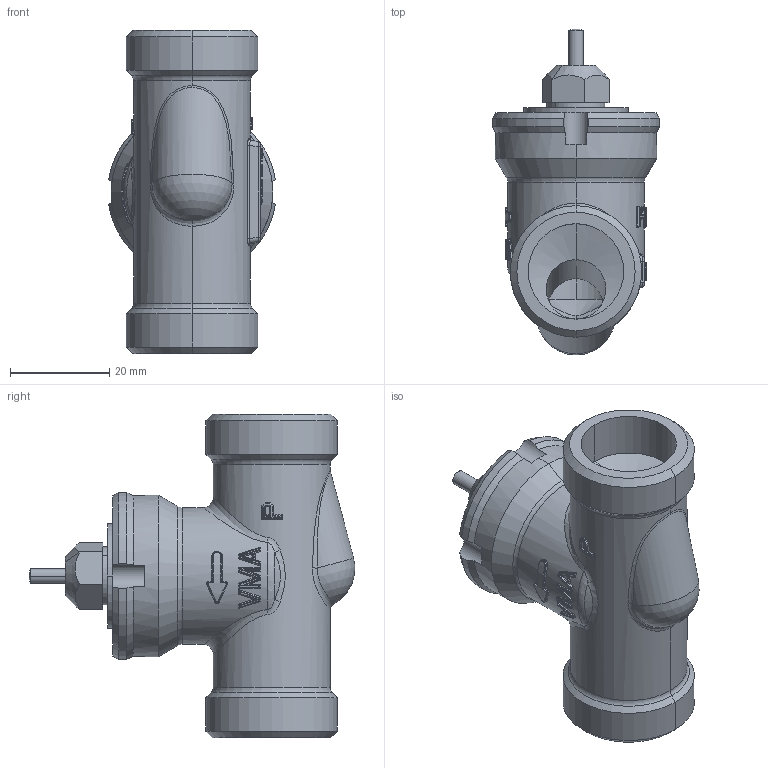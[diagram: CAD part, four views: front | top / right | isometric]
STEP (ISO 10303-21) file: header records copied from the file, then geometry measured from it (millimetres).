
FILE_DESCRIPTION((''),'2;1');
FILE_NAME('003L3519_ASM','2023-08-22T15:47:37',('U337904'),('Danfoss'),'CREO PARAMETRIC BY PTC INC, 2022124','CREO PARAMETRIC BY PTC INC, 2022124','');
FILE_SCHEMA(('CONFIG_CONTROL_DESIGN'));
Length unit declared in the file: millimetre
Products named in the file (9): 89103830; 89103530; D3-STUFFINGBOXHOUSE_AF0; D3-OR_AF0; D3-GREASEBOX_AF0; D3-SPRINGRINGEXTERNAL_AF0; SPINDL_FI3; 065F0201_ASM; 003L3519_ASM
Assembly tree (8 placements, depth 3):
  003L3519_ASM
    89103830
    89103530
    065F0201_ASM
      D3-STUFFINGBOXHOUSE_AF0
      D3-OR_AF0
      D3-GREASEBOX_AF0
      D3-SPRINGRINGEXTERNAL_AF0
      SPINDL_FI3
Bounding box: 33.54 x 65.54 x 65 mm (x, y, z)
Volume: 28702.6 mm3; surface area: 18943.2 mm2
Topology: 7 solids, 7 shells, 1063 faces, 2775 edges, 1745 vertices
Faces by surface type: cylinder 330, plane 316, bspline 243, torus 103, cone 66, sphere 5
Entity records: 47825 total; most frequent: CARTESIAN_POINT 24740, ORIENTED_EDGE 5534, DIRECTION 3703, EDGE_CURVE 2767, VERTEX_POINT 1745, AXIS2_PLACEMENT_3D 1398, B_SPLINE_CURVE_WITH_KNOTS 1304, EDGE_LOOP 1102
